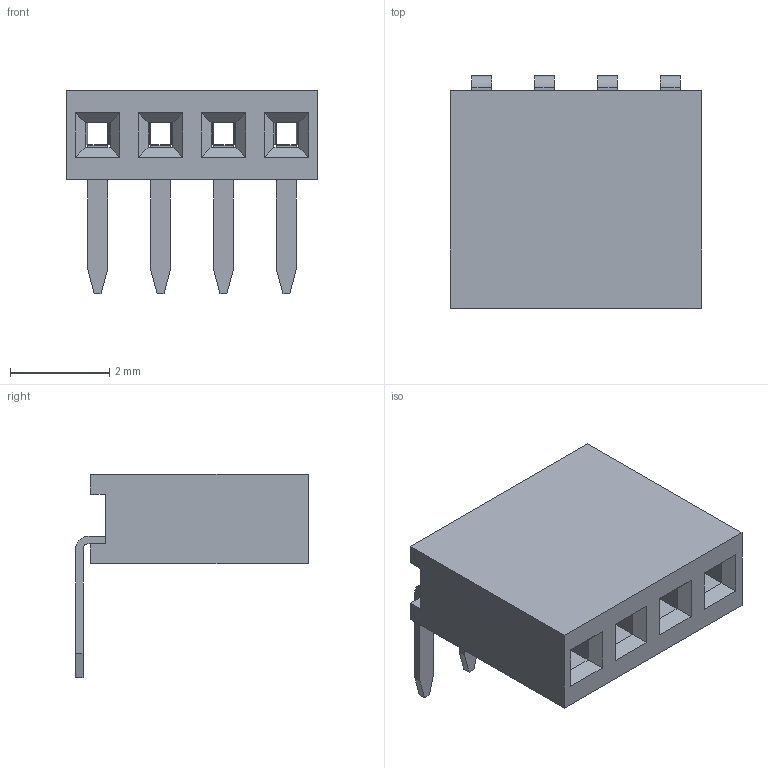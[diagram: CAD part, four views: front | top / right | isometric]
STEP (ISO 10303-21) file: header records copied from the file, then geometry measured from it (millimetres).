
FILE_DESCRIPTION(('STEP AP214'), '1');
FILE_NAME('PBS1.27-R', '', ('UNSPECIFIED'), ('UNSPECIFIED'), 'ASCON STEP Converter 1.6', 'ASCON Math Kernel', '');
FILE_SCHEMA(('AUTOMOTIVE_DESIGN { 1 0 10303 214 3 1 1}'));
Length unit declared in the file: millimetre
Bounding box: 5.08 x 4.7 x 4.1 mm (x, y, z)
Volume: 28.9 mm3; surface area: 216.3 mm2
Topology: 5 solids, 5 shells, 246 faces, 660 edges, 424 vertices
Faces by surface type: plane 210, cylinder 36
Entity records: 9580 total; most frequent: CARTESIAN_POINT 1331, ORIENTED_EDGE 1320, DIRECTION 1226, EDGE_CURVE 660, LINE 588, VECTOR 588, VERTEX_POINT 424, AXIS2_PLACEMENT_3D 319
